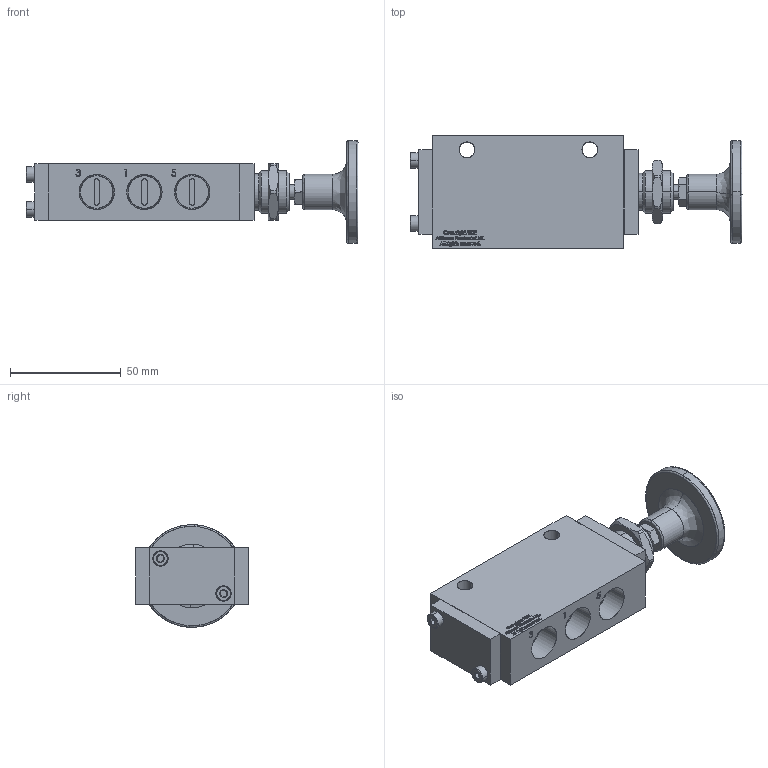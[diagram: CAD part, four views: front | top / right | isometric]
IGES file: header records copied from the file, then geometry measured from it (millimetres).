
Start section: SolidWorks IGES file using analytic representation for surfaces
Global section: file name: B2400-B40-VALVE-.38-NPT-5-2-VC-PPDET.IGS; native system: SolidWorks 2018; preprocessor: SolidWorks 2018; author: engremote3; date: 210730.032644; units: inch
Bounding box: 150.13 x 50.8 x 46.48 mm (x, y, z)
Surface area: 34289.8 mm2 (no closed solid volume)
Topology: 0 solids, 0 shells, 2129 faces, 24961 edges, 24961 vertices
Faces by surface type: bspline 1986, revolution 143
